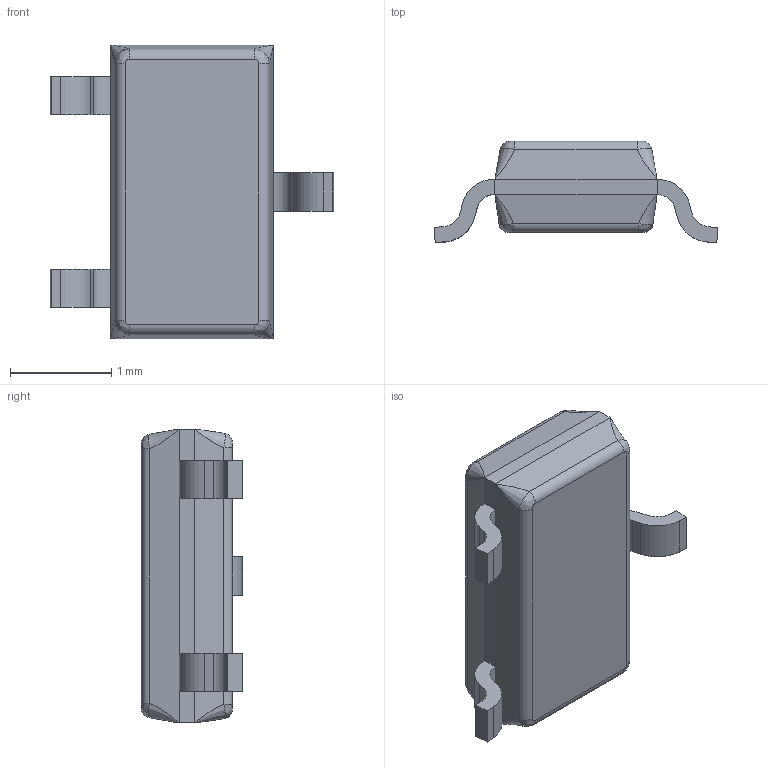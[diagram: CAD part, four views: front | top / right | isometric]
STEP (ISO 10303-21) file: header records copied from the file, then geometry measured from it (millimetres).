
FILE_DESCRIPTION (( 'STEP AP214' ), '1' );
FILE_NAME ('US5881ESE-AAA-000-RE.STEP', '2024-07-01T15:31:47', ( 'LENOVO' ), ( '' ), 'SwSTEP 2.0', 'SolidWorks 2021', '' );
FILE_SCHEMA (( 'AUTOMOTIVE_DESIGN' ));
Length unit declared in the file: millimetre
Products named in the file (1): US5881ESE-AAA-000-RE
Bounding box: 2.8 x 1 x 2.9 mm (x, y, z)
Volume: 4.1 mm3; surface area: 18.6 mm2
Topology: 4 solids, 4 shells, 80 faces, 192 edges, 112 vertices
Faces by surface type: plane 44, cylinder 20, bspline 16
Entity records: 2729 total; most frequent: CARTESIAN_POINT 961, ORIENTED_EDGE 368, DIRECTION 322, EDGE_CURVE 184, VECTOR 112, LINE 112, VERTEX_POINT 112, AXIS2_PLACEMENT_3D 105
